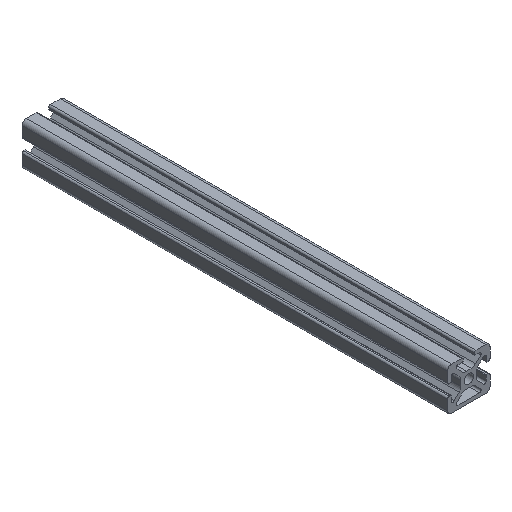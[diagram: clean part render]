
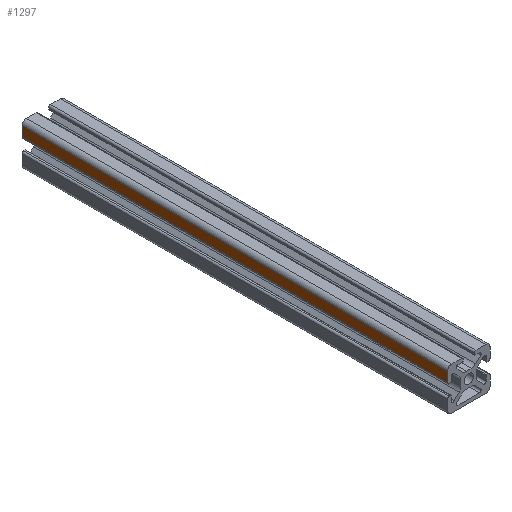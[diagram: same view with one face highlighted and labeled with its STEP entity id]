
A CAD part, isometric view. The second image highlights one B-rep face of the part: STEP entity #1297.
In plain terms, the highlighted planar face has unit normal (-1, 0, 0).
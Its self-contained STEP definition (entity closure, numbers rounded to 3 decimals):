
#156=FACE_OUTER_BOUND('',#224,.T.);
#224=EDGE_LOOP('',(#984,#985,#986,#987));
#323=LINE('',#2055,#451);
#331=LINE('',#2085,#459);
#332=LINE('',#2087,#460);
#333=LINE('',#2088,#461);
#451=VECTOR('',#1655,200.);
#459=VECTOR('',#1689,4.625);
#460=VECTOR('',#1690,200.);
#461=VECTOR('',#1691,4.625);
#580=VERTEX_POINT('',#2052);
#581=VERTEX_POINT('',#2054);
#590=VERTEX_POINT('',#2084);
#591=VERTEX_POINT('',#2086);
#740=EDGE_CURVE('',#580,#581,#323,.T.);
#755=EDGE_CURVE('',#580,#590,#331,.T.);
#756=EDGE_CURVE('',#590,#591,#332,.T.);
#757=EDGE_CURVE('',#581,#591,#333,.T.);
#984=ORIENTED_EDGE('',*,*,#755,.T.);
#985=ORIENTED_EDGE('',*,*,#756,.T.);
#986=ORIENTED_EDGE('',*,*,#757,.F.);
#987=ORIENTED_EDGE('',*,*,#740,.F.);
#1244=PLANE('',#1404);
#1297=ADVANCED_FACE('',(#156),#1244,.T.);
#1404=AXIS2_PLACEMENT_3D('',#2083,#1687,#1688);
#1655=DIRECTION('',(0.,-1.,0.));
#1687=DIRECTION('center_axis',(-1.,0.,0.));
#1688=DIRECTION('ref_axis',(0.,0.,1.));
#1689=DIRECTION('',(0.,0.,-1.));
#1690=DIRECTION('',(0.,-1.,0.));
#1691=DIRECTION('',(0.,0.,-1.));
#2052=CARTESIAN_POINT('',(-10.,200.,8.));
#2054=CARTESIAN_POINT('',(-10.,0.,8.));
#2055=CARTESIAN_POINT('',(-10.,0.,8.));
#2083=CARTESIAN_POINT('Origin',(-10.,0.,3.375));
#2084=CARTESIAN_POINT('',(-10.,200.,3.375));
#2085=CARTESIAN_POINT('',(-10.,200.,1.688));
#2086=CARTESIAN_POINT('',(-10.,0.,3.375));
#2087=CARTESIAN_POINT('',(-10.,0.,3.375));
#2088=CARTESIAN_POINT('',(-10.,0.,1.688));
